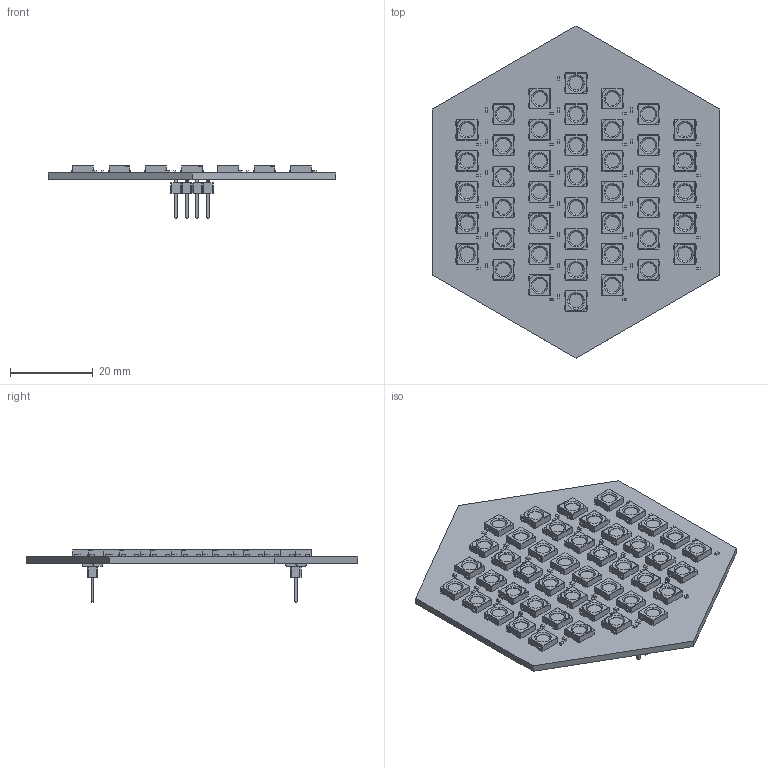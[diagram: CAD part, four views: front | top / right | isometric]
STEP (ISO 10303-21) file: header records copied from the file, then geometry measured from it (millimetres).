
FILE_DESCRIPTION(('KiCad electronic assembly'),'2;1');
FILE_NAME('hex_led_board.step','2021-12-29T03:52:06',('An Author'),( 'A Company'),'Open CASCADE STEP processor 7.3', 'KiCad to STEP converter','Unknown');
FILE_SCHEMA(('AUTOMOTIVE_DESIGN { 1 0 10303 214 1 1 1 1 }'));
Length unit declared in the file: millimetre
Products named in the file (8): Open CASCADE STEP translator 7.3 1; PinHeader_1x04_P2.54mm_Vertical_SMD_Pin1Left; SOLID; LED_SK6812_PLCC4_5.0x5.0mm_P3.2mm; C_0402_1005Metric
Assembly tree (94 placements, depth 3):
  Open CASCADE STEP translator 7.3 1
    PinHeader_1x04_P2.54mm_Vertical_SMD_Pin1Left  x2
      SOLID
    LED_SK6812_PLCC4_5.0x5.0mm_P3.2mm  x44
      SOLID
    C_0402_1005Metric  x44
      SOLID
    SOLID
Bounding box: 69.28 x 80 x 12.7 mm (x, y, z)
Volume: 8418.7 mm3; surface area: 13211.4 mm2
Topology: 91 solids, 91 shells, 4456 faces, 12578 edges, 8276 vertices
Faces by surface type: plane 2908, cylinder 1504, cone 44
Full cylindrical faces by diameter (mm): 3.333 x44
Entity records: 16495 total; most frequent: CARTESIAN_POINT 2784, DIRECTION 2350, LINE 1547, VECTOR 1547, ORIENTED_EDGE 1130, PCURVE 1130, DEFINITIONAL_REPRESENTATION 1130, EDGE_CURVE 565
